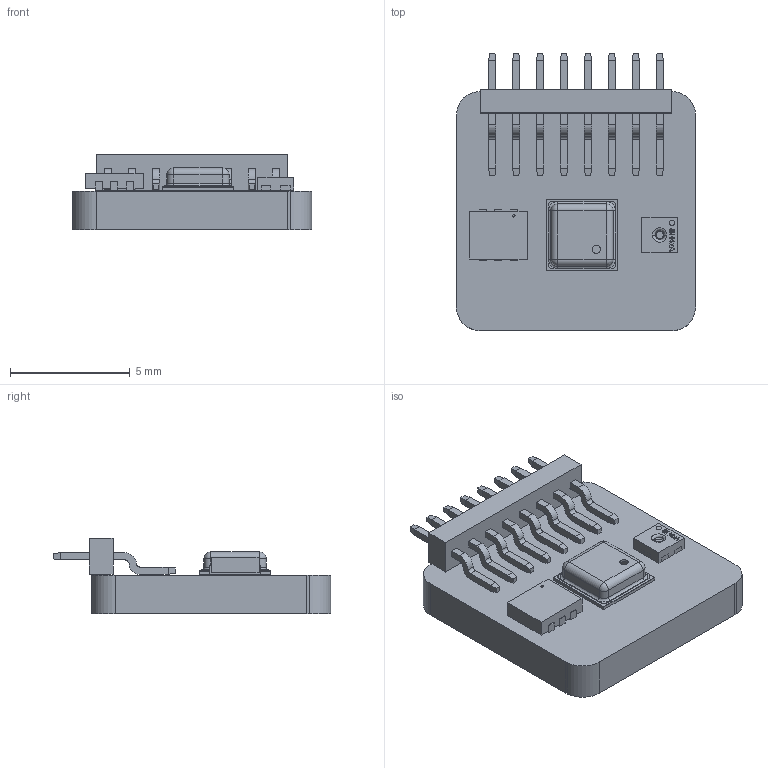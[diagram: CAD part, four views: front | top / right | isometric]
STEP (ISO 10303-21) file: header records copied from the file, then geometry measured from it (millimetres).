
FILE_DESCRIPTION(('KiCad electronic assembly'),'2;1');
FILE_NAME('LoRa-V3-Sensor-PCB-3D.step','2025-04-16T13:04:15',('Pcbnew'), ('Kicad'),'Open CASCADE STEP processor 7.6','KiCad to STEP converter', 'Unknown');
FILE_SCHEMA(('AUTOMOTIVE_DESIGN { 1 0 10303 214 1 1 1 1 }'));
Length unit declared in the file: millimetre
Products named in the file (10): LoRa-V3-Sensor-PCB-3D 1; BC034-08-A-V-0150-L-C; SON-06-FN_2000X2400_AMS; part; BME688; BME680; SHT40-AD1B-R2; 149048-00_Publikationsmodell SHT4xA-StandardDFN; LoRa-V3-Sensor-PCB_PCB
Assembly tree (9 placements, depth 3):
  LoRa-V3-Sensor-PCB-3D 1
    BC034-08-A-V-0150-L-C
      BC034-08-A-V-0150-L-C
    SON-06-FN_2000X2400_AMS
      part
    BME688
      BME680
    SHT40-AD1B-R2
      149048-00_Publikationsmodell SHT4xA-StandardDFN
    LoRa-V3-Sensor-PCB_PCB
Bounding box: 10 x 11.6 x 3.15 mm (x, y, z)
Volume: 181.3 mm3; surface area: 457.3 mm2
Topology: 35 solids, 35 shells, 572 faces, 1347 edges, 862 vertices
Faces by surface type: plane 453, cylinder 85, bspline 18, sphere 8, torus 8
Full cylindrical faces by diameter (mm): 0.1 x1, 0.15 x1, 0.35 x1
Entity records: 18621 total; most frequent: CARTESIAN_POINT 3786, ORIENTED_EDGE 2694, DIRECTION 2620, EDGE_CURVE 1347, LINE 1128, VECTOR 1128, VERTEX_POINT 862, AXIS2_PLACEMENT_3D 746
